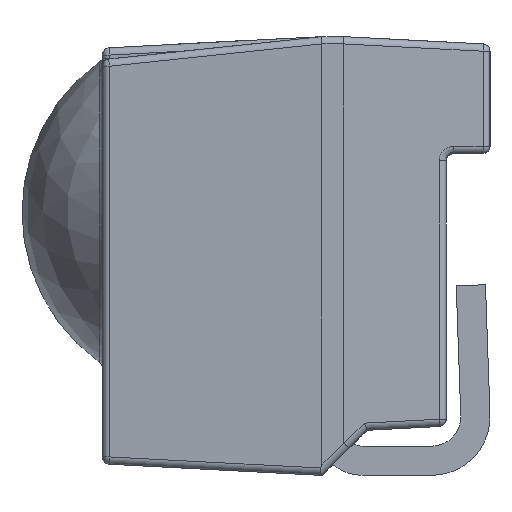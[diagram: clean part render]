
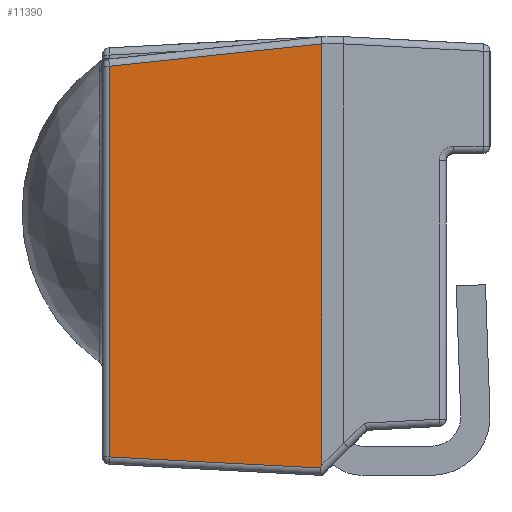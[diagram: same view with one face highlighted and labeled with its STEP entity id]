
A CAD part, left-side view. The second image highlights one B-rep face of the part: STEP entity #11390.
In plain terms, the highlighted planar face has unit normal (-0.999, 0.052, 0).
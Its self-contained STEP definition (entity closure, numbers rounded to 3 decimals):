
#122 = EDGE_CURVE ( 'NONE', #12319, #14168, #19126, .T. ) ;
#315 = ORIENTED_EDGE ( 'NONE', *, *, #12147, .F. ) ;
#485 = VECTOR ( 'NONE', #19021, 1000. ) ;
#1097 = EDGE_LOOP ( 'NONE', ( #9820, #23403, #6408, #22787, #13542, #315 ) ) ;
#1357 = VECTOR ( 'NONE', #11623, 1000. ) ;
#1521 = EDGE_CURVE ( 'NONE', #3423, #18872, #23250, .T. ) ;
#1666 = EDGE_CURVE ( 'NONE', #18872, #24148, #18902, .T. ) ;
#2010 = VECTOR ( 'NONE', #12724, 1000. ) ;
#2020 = CARTESIAN_POINT ( 'NONE',  ( -3.4, 0.153, 0.061 ) ) ;
#2382 = DIRECTION ( 'NONE',  ( 0., 0., -1. ) ) ;
#2694 = VERTEX_POINT ( 'NONE', #22640 ) ;
#2800 = AXIS2_PLACEMENT_3D ( 'NONE', #8162, #12234, #2882 ) ;
#2882 = DIRECTION ( 'NONE',  ( 0., 0., 1. ) ) ;
#3256 = LINE ( 'NONE', #14466, #2010 ) ;
#3423 = VERTEX_POINT ( 'NONE', #14830 ) ;
#4183 = CARTESIAN_POINT ( 'NONE',  ( -3.4, 0.15, 2.95 ) ) ;
#4364 = CARTESIAN_POINT ( 'NONE',  ( -3.4, 0.15, 3. ) ) ;
#4648 = CARTESIAN_POINT ( 'NONE',  ( -3.324, 1.603, 0.079 ) ) ;
#6408 = ORIENTED_EDGE ( 'NONE', *, *, #1521, .T. ) ;
#6484 = DIRECTION ( 'NONE',  ( 0., 0., -1. ) ) ;
#7137 = CARTESIAN_POINT ( 'NONE',  ( -3.324, 1.603, 0.126 ) ) ;
#8162 = CARTESIAN_POINT ( 'NONE',  ( -3.321, 1.65, 0. ) ) ;
#9495 = CARTESIAN_POINT ( 'NONE',  ( -3.4, 0.15, 0.067 ) ) ;
#9820 = ORIENTED_EDGE ( 'NONE', *, *, #122, .F. ) ;
#10138 = FACE_OUTER_BOUND ( 'NONE', #1097, .T. ) ;
#10768 = VECTOR ( 'NONE', #2382, 1000. ) ;
#11390 = ADVANCED_FACE ( 'NONE', ( #10138 ), #11739, .F. ) ;
#11402 = CARTESIAN_POINT ( 'NONE',  ( -3.399, 0.16, 0.05 ) ) ;
#11623 = DIRECTION ( 'NONE',  ( -0.052, -0.997, -0.052 ) ) ;
#11739 = PLANE ( 'NONE',  #2800 ) ;
#12147 = EDGE_CURVE ( 'NONE', #14168, #2694, #3256, .T. ) ;
#12234 = DIRECTION ( 'NONE',  ( 0.999, -0.052, 0. ) ) ;
#12313 = VECTOR ( 'NONE', #6484, 1000. ) ;
#12319 = VERTEX_POINT ( 'NONE', #19471 ) ;
#12724 = DIRECTION ( 'NONE',  ( 0., 0., -1. ) ) ;
#13542 = ORIENTED_EDGE ( 'NONE', *, *, #15000, .T. ) ;
#14168 = VERTEX_POINT ( 'NONE', #4183 ) ;
#14466 = CARTESIAN_POINT ( 'NONE',  ( -3.4, 0.15, 3. ) ) ;
#14830 = CARTESIAN_POINT ( 'NONE',  ( -3.324, 1.603, 2.797 ) ) ;
#15000 = EDGE_CURVE ( 'NONE', #24148, #2694, #19834, .T. ) ;
#17029 = CARTESIAN_POINT ( 'NONE',  ( -3.4, 0.15, 0.071 ) ) ;
#17050 = CARTESIAN_POINT ( 'NONE',  ( -3.306, 1.94, 2.762 ) ) ;
#17145 = CARTESIAN_POINT ( 'NONE',  ( -3.399, 0.16, 0.05 ) ) ;
#18791 = LINE ( 'NONE', #17050, #485 ) ;
#18872 = VERTEX_POINT ( 'NONE', #7137 ) ;
#18902 = LINE ( 'NONE', #20991, #1357 ) ;
#19021 = DIRECTION ( 'NONE',  ( 0.052, 0.993, -0.104 ) ) ;
#19126 = LINE ( 'NONE', #4364, #10768 ) ;
#19389 = EDGE_CURVE ( 'NONE', #12319, #3423, #18791, .T. ) ;
#19471 = CARTESIAN_POINT ( 'NONE',  ( -3.4, 0.15, 2.95 ) ) ;
#19834 =( BOUNDED_CURVE ( )  B_SPLINE_CURVE ( 3, ( #17145, #2020, #9495, #17029 ),
 .UNSPECIFIED., .F., .T. ) 
 B_SPLINE_CURVE_WITH_KNOTS ( ( 4, 4 ),
 ( 6.101, 6.246 ),
 .UNSPECIFIED. ) 
 CURVE ( )  GEOMETRIC_REPRESENTATION_ITEM ( )  RATIONAL_B_SPLINE_CURVE ( ( 1., 0.998, 0.998, 1. ) ) 
 REPRESENTATION_ITEM ( '' )  );
#20991 = CARTESIAN_POINT ( 'NONE',  ( -3.322, 1.643, 0.128 ) ) ;
#22640 = CARTESIAN_POINT ( 'NONE',  ( -3.4, 0.15, 0.071 ) ) ;
#22787 = ORIENTED_EDGE ( 'NONE', *, *, #1666, .T. ) ;
#23250 = LINE ( 'NONE', #4648, #12313 ) ;
#23403 = ORIENTED_EDGE ( 'NONE', *, *, #19389, .T. ) ;
#24148 = VERTEX_POINT ( 'NONE', #11402 ) ;
